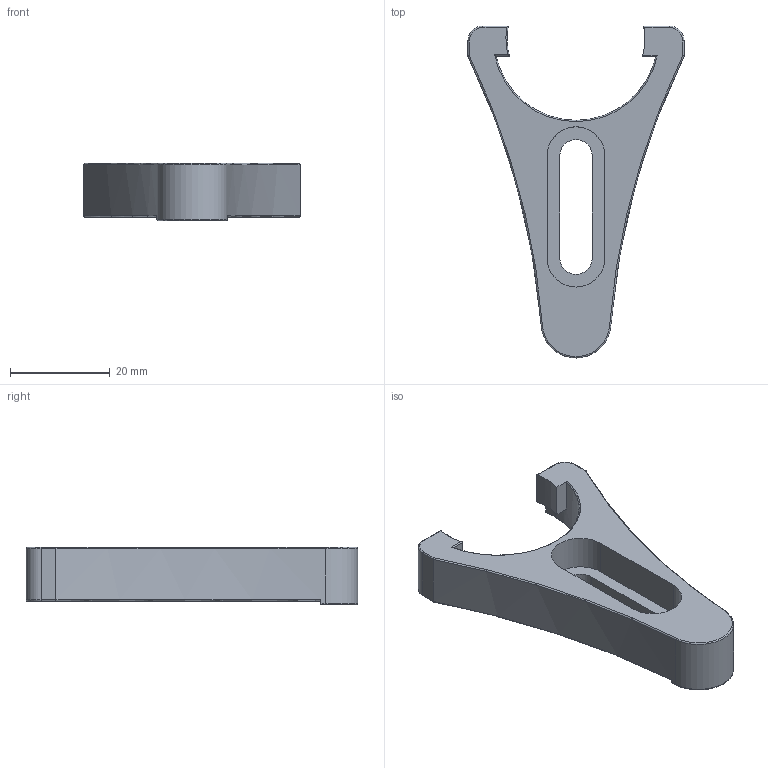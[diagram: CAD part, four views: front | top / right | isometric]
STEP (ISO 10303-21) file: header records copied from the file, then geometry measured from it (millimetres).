
FILE_DESCRIPTION (( 'STEP AP203' ), '1' );
FILE_NAME ('02BCF-4(M).STEP', '2016-03-02T05:35:37', ( '' ), ( '' ), 'SwSTEP 2.0', 'SolidWorks 2016', '' );
FILE_SCHEMA (( 'CONFIG_CONTROL_DESIGN' ));
Length unit declared in the file: millimetre
Products named in the file (1): 02BCF-4(M)
Bounding box: 43.3 x 66.5 x 11.5 mm (x, y, z)
Volume: 9733.6 mm3; surface area: 5185 mm2
Topology: 1 solids, 1 shells, 63 faces, 154 edges, 95 vertices
Faces by surface type: cylinder 26, plane 20, torus 17
Entity records: 1989 total; most frequent: CARTESIAN_POINT 398, DIRECTION 336, ORIENTED_EDGE 308, EDGE_CURVE 154, AXIS2_PLACEMENT_3D 133, VERTEX_POINT 95, VECTOR 70, LINE 70
